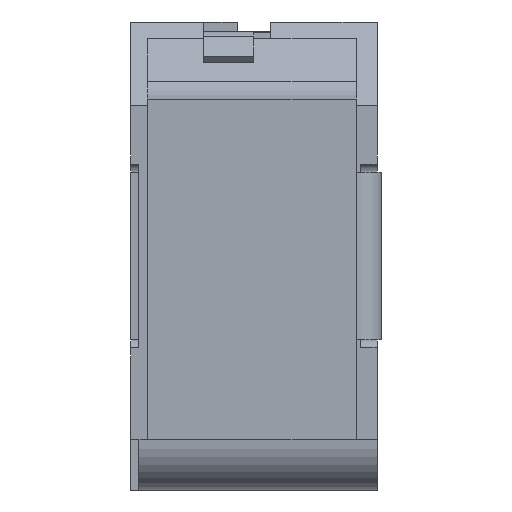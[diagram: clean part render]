
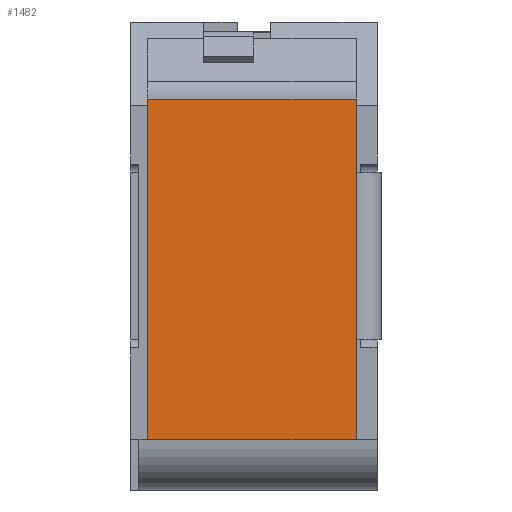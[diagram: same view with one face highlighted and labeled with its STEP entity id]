
A CAD part, left-side view. The second image highlights one B-rep face of the part: STEP entity #1482.
In plain terms, the highlighted planar face has unit normal (-1, 0, 0).
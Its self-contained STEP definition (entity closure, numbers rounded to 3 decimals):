
#6 = EDGE_CURVE ( 'NONE', #677, #3694, #1201, .T. ) ;
#17 = CARTESIAN_POINT ( 'NONE',  ( -1.5, 0.15, 0.5 ) ) ;
#68 = EDGE_CURVE ( 'NONE', #3539, #3694, #3581, .T. ) ;
#147 = CARTESIAN_POINT ( 'NONE',  ( -1.5, 1.4, 0.938 ) ) ;
#179 = ORIENTED_EDGE ( 'NONE', *, *, #2338, .F. ) ;
#236 = LINE ( 'NONE', #3377, #484 ) ;
#252 = AXIS2_PLACEMENT_3D ( 'NONE', #1883, #633, #2313 ) ;
#280 = CARTESIAN_POINT ( 'NONE',  ( -1.5, 1.4, 0.5 ) ) ;
#354 = VECTOR ( 'NONE', #3208, 1000. ) ;
#365 = VECTOR ( 'NONE', #2448, 1000. ) ;
#462 = VERTEX_POINT ( 'NONE', #3723 ) ;
#484 = VECTOR ( 'NONE', #876, 1000. ) ;
#633 = DIRECTION ( 'NONE',  ( 1., 0., 0. ) ) ;
#677 = VERTEX_POINT ( 'NONE', #2849 ) ;
#683 = DIRECTION ( 'NONE',  ( 0., 0., 1. ) ) ;
#799 = FACE_OUTER_BOUND ( 'NONE', #1787, .T. ) ;
#876 = DIRECTION ( 'NONE',  ( 0., 1., 0. ) ) ;
#1023 = ORIENTED_EDGE ( 'NONE', *, *, #1927, .T. ) ;
#1160 = PLANE ( 'NONE',  #252 ) ;
#1201 = LINE ( 'NONE', #2159, #2542 ) ;
#1316 = CARTESIAN_POINT ( 'NONE',  ( -1.5, 0.15, -1.1 ) ) ;
#1448 = CARTESIAN_POINT ( 'NONE',  ( -1.5, 1.4, -1.1 ) ) ;
#1482 = ADVANCED_FACE ( 'NONE', ( #799 ), #1160, .F. ) ;
#1688 = ORIENTED_EDGE ( 'NONE', *, *, #2440, .T. ) ;
#1748 = LINE ( 'NONE', #1316, #3274 ) ;
#1787 = EDGE_LOOP ( 'NONE', ( #1862, #1914, #1688, #179, #1023, #2066 ) ) ;
#1800 = LINE ( 'NONE', #1976, #354 ) ;
#1862 = ORIENTED_EDGE ( 'NONE', *, *, #68, .T. ) ;
#1883 = CARTESIAN_POINT ( 'NONE',  ( -1.5, 1.4, 0.5 ) ) ;
#1914 = ORIENTED_EDGE ( 'NONE', *, *, #6, .F. ) ;
#1927 = EDGE_CURVE ( 'NONE', #3592, #462, #1800, .T. ) ;
#1976 = CARTESIAN_POINT ( 'NONE',  ( -1.5, 0.15, -1.1 ) ) ;
#2023 = VERTEX_POINT ( 'NONE', #2273 ) ;
#2066 = ORIENTED_EDGE ( 'NONE', *, *, #3205, .T. ) ;
#2159 = CARTESIAN_POINT ( 'NONE',  ( -1.5, 0.15, -1.1 ) ) ;
#2273 = CARTESIAN_POINT ( 'NONE',  ( -1.5, 0.15, -0.5 ) ) ;
#2313 = DIRECTION ( 'NONE',  ( 0., 0., -1. ) ) ;
#2338 = EDGE_CURVE ( 'NONE', #3592, #2023, #2429, .T. ) ;
#2429 = LINE ( 'NONE', #17, #3873 ) ;
#2440 = EDGE_CURVE ( 'NONE', #677, #2023, #1748, .T. ) ;
#2448 = DIRECTION ( 'NONE',  ( 0., 0., -1. ) ) ;
#2462 = DIRECTION ( 'NONE',  ( 0., 0., -1. ) ) ;
#2542 = VECTOR ( 'NONE', #3401, 1000. ) ;
#2849 = CARTESIAN_POINT ( 'NONE',  ( -1.5, 0.15, -1.1 ) ) ;
#2956 = CARTESIAN_POINT ( 'NONE',  ( -1.5, 0.15, 0.5 ) ) ;
#3205 = EDGE_CURVE ( 'NONE', #462, #3539, #236, .T. ) ;
#3208 = DIRECTION ( 'NONE',  ( 0., 0., 1. ) ) ;
#3274 = VECTOR ( 'NONE', #683, 1000. ) ;
#3377 = CARTESIAN_POINT ( 'NONE',  ( -1.5, 0.15, 0.938 ) ) ;
#3401 = DIRECTION ( 'NONE',  ( 0., 1., 0. ) ) ;
#3539 = VERTEX_POINT ( 'NONE', #147 ) ;
#3581 = LINE ( 'NONE', #280, #365 ) ;
#3592 = VERTEX_POINT ( 'NONE', #2956 ) ;
#3694 = VERTEX_POINT ( 'NONE', #1448 ) ;
#3723 = CARTESIAN_POINT ( 'NONE',  ( -1.5, 0.15, 0.938 ) ) ;
#3873 = VECTOR ( 'NONE', #2462, 1000. ) ;
